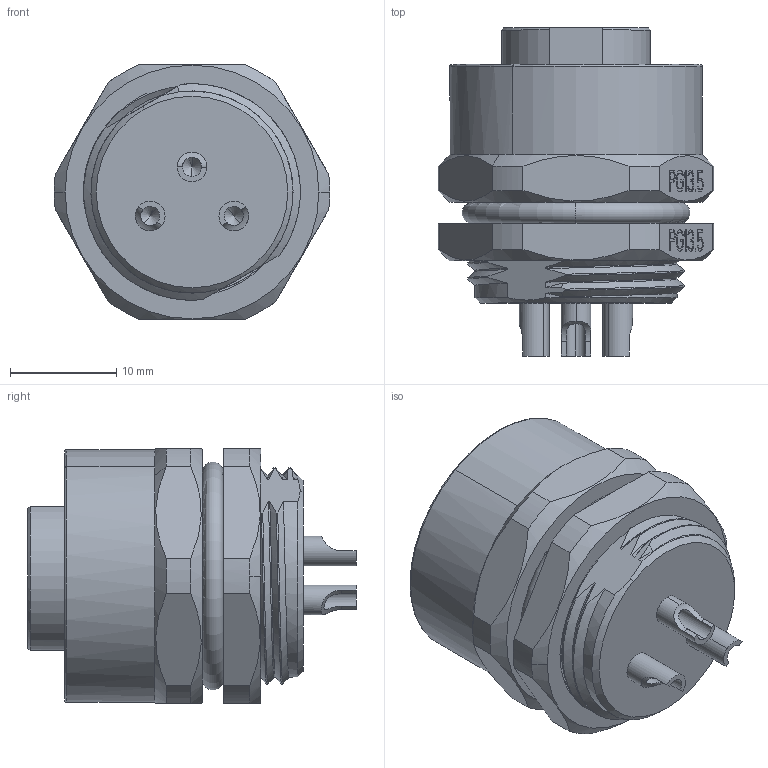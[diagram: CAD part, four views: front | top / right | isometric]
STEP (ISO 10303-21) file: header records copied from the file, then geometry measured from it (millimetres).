
FILE_DESCRIPTION((''),'2;1');
FILE_NAME('7_8-F03-BK-PG13_5-C','2024-03-21T',('13288'),(''),'PRO/ENGINEER BY PARAMETRIC TECHNOLOGY CORPORATION, 2012480','PRO/ENGINEER BY PARAMETRIC TECHNOLOGY CORPORATION, 2012480','');
FILE_SCHEMA(('CONFIG_CONTROL_DESIGN'));
Length unit declared in the file: millimetre
Products named in the file (1): 7_8-F03-BK-PG13_5-C
Bounding box: 26 x 30.95 x 24 mm (x, y, z)
Volume: 8727.1 mm3; surface area: 6061.5 mm2
Topology: 1 solids, 3 shells, 710 faces, 2097 edges, 1412 vertices
Faces by surface type: plane 473, cylinder 109, cone 54, bspline 37, torus 34, extrusion 3
Entity records: 28371 total; most frequent: CARTESIAN_POINT 9829, ORIENTED_EDGE 4182, DIRECTION 3418, EDGE_CURVE 2091, VERTEX_POINT 1412, VECTOR 1328, LINE 1325, AXIS2_PLACEMENT_3D 1045
